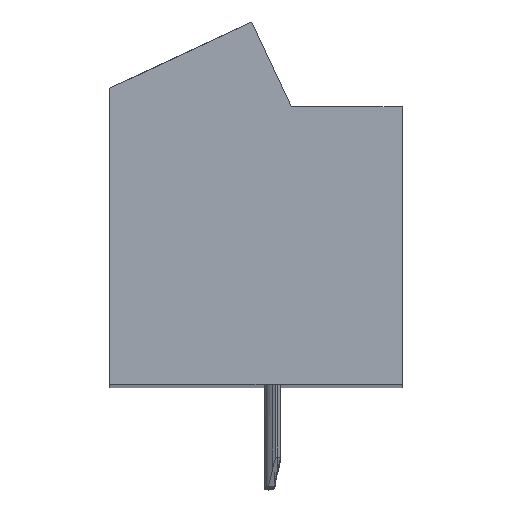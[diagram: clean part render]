
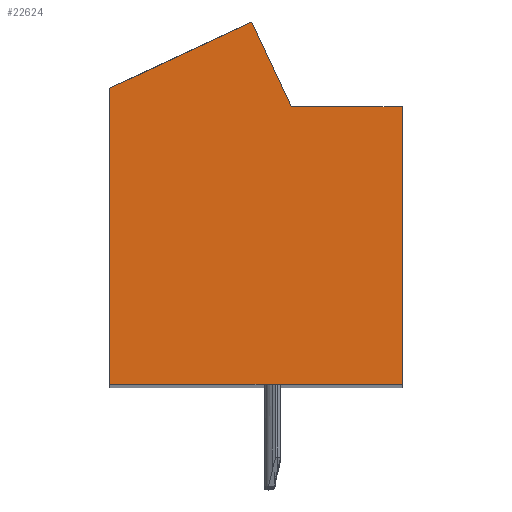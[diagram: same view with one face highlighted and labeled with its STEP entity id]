
A CAD part, top view. The second image highlights one B-rep face of the part: STEP entity #22624.
In plain terms, the highlighted planar face has unit normal (0, 0, 1).
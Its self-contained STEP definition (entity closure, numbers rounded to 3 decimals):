
#7889=DIRECTION('',(-1.,0.,0.));
#7890=VECTOR('',#7889,3.79);
#7891=CARTESIAN_POINT('',(5.002,3.3,64.75));
#7892=LINE('',#7891,#7890);
#7893=DIRECTION('',(0.,1.,0.));
#7894=VECTOR('',#7893,9.5);
#7895=CARTESIAN_POINT('',(5.002,-6.2,64.75));
#7896=LINE('',#7895,#7894);
#7897=DIRECTION('',(1.,0.,0.));
#7898=VECTOR('',#7897,10.);
#7899=CARTESIAN_POINT('',(-4.998,-6.2,64.75));
#7900=LINE('',#7899,#7898);
#7901=DIRECTION('',(0.,-1.,0.));
#7902=VECTOR('',#7901,10.135);
#7903=CARTESIAN_POINT('',(-4.998,3.935,64.75));
#7904=LINE('',#7903,#7902);
#7905=DIRECTION('',(-0.906,-0.423,0.));
#7906=VECTOR('',#7905,5.36);
#7907=CARTESIAN_POINT('',(-0.14,6.2,64.75));
#7908=LINE('',#7907,#7906);
#7909=DIRECTION('',(-0.423,0.906,0.));
#7910=VECTOR('',#7909,3.2);
#7911=CARTESIAN_POINT('',(1.212,3.3,64.75));
#7912=LINE('',#7911,#7910);
#9730=CARTESIAN_POINT('',(5.002,3.3,64.75));
#9731=CARTESIAN_POINT('',(1.212,3.3,64.75));
#9732=VERTEX_POINT('',#9730);
#9733=VERTEX_POINT('',#9731);
#9734=CARTESIAN_POINT('',(-0.14,6.2,64.75));
#9735=VERTEX_POINT('',#9734);
#9736=CARTESIAN_POINT('',(-4.998,3.935,64.75));
#9737=VERTEX_POINT('',#9736);
#9738=CARTESIAN_POINT('',(-4.998,-6.2,64.75));
#9739=VERTEX_POINT('',#9738);
#9740=CARTESIAN_POINT('',(5.002,-6.2,64.75));
#9741=VERTEX_POINT('',#9740);
#22611=CARTESIAN_POINT('',(0.,0.,64.75));
#22612=DIRECTION('',(0.,0.,1.));
#22613=DIRECTION('',(1.,0.,0.));
#22614=AXIS2_PLACEMENT_3D('',#22611,#22612,#22613);
#22615=PLANE('',#22614);
#22616=ORIENTED_EDGE('',*,*,#12465,.F.);
#22617=ORIENTED_EDGE('',*,*,#12480,.F.);
#22618=ORIENTED_EDGE('',*,*,#12494,.F.);
#22619=ORIENTED_EDGE('',*,*,#12853,.F.);
#22620=ORIENTED_EDGE('',*,*,#13644,.F.);
#22621=ORIENTED_EDGE('',*,*,#22605,.F.);
#22622=EDGE_LOOP('',(#22616,#22617,#22618,#22619,#22620,#22621));
#22623=FACE_OUTER_BOUND('',#22622,.F.);
#12465=EDGE_CURVE('',#9732,#9733,#7892,.T.);
#12480=EDGE_CURVE('',#9741,#9732,#7896,.T.);
#12494=EDGE_CURVE('',#9739,#9741,#7900,.T.);
#12853=EDGE_CURVE('',#9737,#9739,#7904,.T.);
#13644=EDGE_CURVE('',#9735,#9737,#7908,.T.);
#22605=EDGE_CURVE('',#9733,#9735,#7912,.T.);
#22624=ADVANCED_FACE('',(#22623),#22615,.T.);
